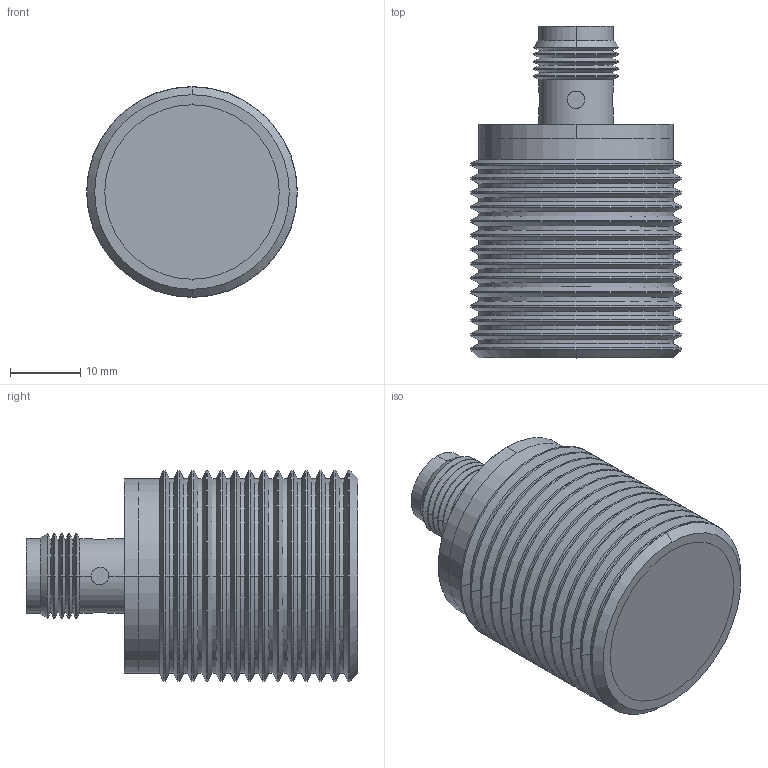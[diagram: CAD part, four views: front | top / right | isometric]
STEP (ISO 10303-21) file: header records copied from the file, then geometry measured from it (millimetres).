
FILE_DESCRIPTION(('STEP AP214'),'1');
FILE_NAME('cctmp_450F029D-A006-46BC-9921-FE6CC170845B_2022_07_22_10_49_02_0346..stp','2022-07-22T08:49:02',('Pepperl+Fuchs GmbH'),('CADClick - www.CADClick.com'),'Spatial InterOp 3D',' ','unknown authorization');
FILE_SCHEMA(('AUTOMOTIVE_DESIGN'));
Length unit declared in the file: millimetre
Products named in the file (6): cc_unnamed; NBB15-30GM30-A2-V1_4; NBB15-30GM30-A2-V1_3; NBB15-30GM30-A2-V1_2; NBB15-30GM30-A2-V1_1; NBB15-30GM30-A2-V1
Assembly tree (5 placements, depth 2):
  cc_unnamed
    NBB15-30GM30-A2-V1_4
    NBB15-30GM30-A2-V1_3
    NBB15-30GM30-A2-V1_2
    NBB15-30GM30-A2-V1_1
    NBB15-30GM30-A2-V1
Bounding box: 30 x 47.21 x 30 mm (x, y, z)
Volume: 25804.4 mm3; surface area: 13613.8 mm2
Topology: 8 solids, 8 shells, 255 faces, 560 edges, 315 vertices
Faces by surface type: cylinder 113, cone 98, plane 34, sphere 8, revolution 2
Entity records: 9299 total; most frequent: CARTESIAN_POINT 1402, DIRECTION 1332, ORIENTED_EDGE 1084, AXIS2_PLACEMENT_3D 553, EDGE_CURVE 542, VERTEX_POINT 315, CIRCLE 294, EDGE_LOOP 277
